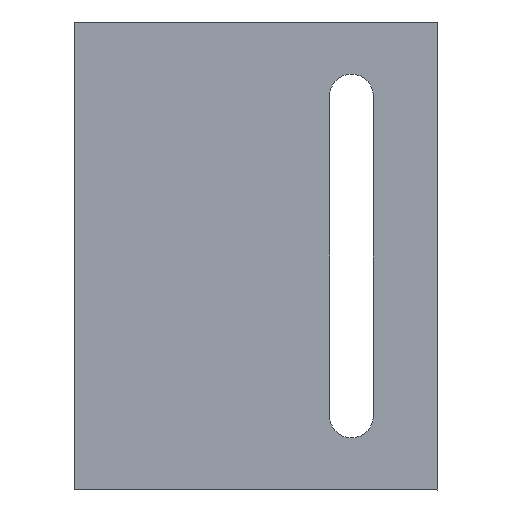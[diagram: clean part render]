
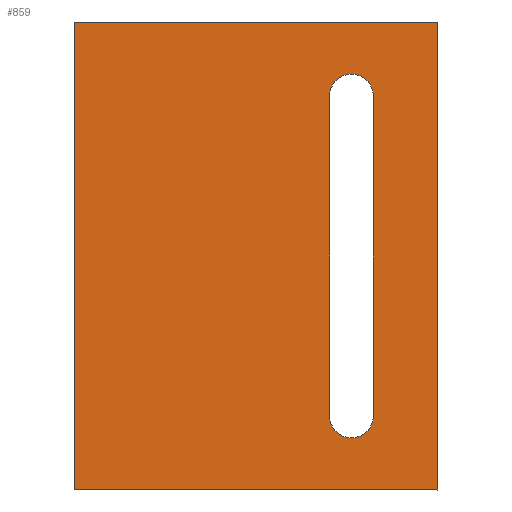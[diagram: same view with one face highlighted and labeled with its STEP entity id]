
A CAD part, front view. The second image highlights one B-rep face of the part: STEP entity #859.
In plain terms, the highlighted planar face has unit normal (0, -1, 0).
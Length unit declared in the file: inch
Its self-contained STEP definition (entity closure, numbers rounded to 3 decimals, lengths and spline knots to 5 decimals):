
#3 = EDGE_CURVE ( 'NONE', #164, #704, #642, .T. ) ;
#5 = LINE ( 'NONE', #894, #320 ) ;
#18 = DIRECTION ( 'NONE',  ( 0., 1., 0. ) ) ;
#41 = VERTEX_POINT ( 'NONE', #867 ) ;
#52 = CARTESIAN_POINT ( 'NONE',  ( 0., 0., 0.95 ) ) ;
#74 = VECTOR ( 'NONE', #372, 39.37008 ) ;
#75 = DIRECTION ( 'NONE',  ( 0., 0., 1. ) ) ;
#87 = EDGE_CURVE ( 'NONE', #702, #164, #478, .T. ) ;
#97 = ORIENTED_EDGE ( 'NONE', *, *, #326, .T. ) ;
#101 = LINE ( 'NONE', #344, #735 ) ;
#117 = DIRECTION ( 'NONE',  ( 1., 0., 0. ) ) ;
#124 = EDGE_CURVE ( 'NONE', #232, #811, #902, .T. ) ;
#154 = ORIENTED_EDGE ( 'NONE', *, *, #87, .T. ) ;
#164 = VERTEX_POINT ( 'NONE', #737 ) ;
#183 = CARTESIAN_POINT ( 'NONE',  ( 1.0365, 0., 0.65 ) ) ;
#196 = CARTESIAN_POINT ( 'NONE',  ( 1.0365, 0., -0.65 ) ) ;
#202 = AXIS2_PLACEMENT_3D ( 'NONE', #52, #562, #620 ) ;
#232 = VERTEX_POINT ( 'NONE', #758 ) ;
#259 = DIRECTION ( 'NONE',  ( 0., 0., -1. ) ) ;
#290 = AXIS2_PLACEMENT_3D ( 'NONE', #573, #492, #482 ) ;
#303 = DIRECTION ( 'NONE',  ( 0., 1., 0. ) ) ;
#308 = CARTESIAN_POINT ( 'NONE',  ( 1.2135, 0., -0.65 ) ) ;
#316 = FACE_OUTER_BOUND ( 'NONE', #657, .T. ) ;
#320 = VECTOR ( 'NONE', #511, 39.37008 ) ;
#326 = EDGE_CURVE ( 'NONE', #704, #775, #341, .T. ) ;
#341 = CIRCLE ( 'NONE', #454, 0.0885 ) ;
#344 = CARTESIAN_POINT ( 'NONE',  ( 0., 0., 0.95 ) ) ;
#349 = DIRECTION ( 'NONE',  ( 0., 0., 1. ) ) ;
#356 = EDGE_CURVE ( 'NONE', #775, #725, #441, .T. ) ;
#368 = VECTOR ( 'NONE', #928, 39.37008 ) ;
#372 = DIRECTION ( 'NONE',  ( 0., 0., -1. ) ) ;
#384 = CARTESIAN_POINT ( 'NONE',  ( 1.2135, 0., 0.65 ) ) ;
#414 = PLANE ( 'NONE',  #202 ) ;
#423 = VERTEX_POINT ( 'NONE', #650 ) ;
#427 = ORIENTED_EDGE ( 'NONE', *, *, #356, .T. ) ;
#441 = CIRCLE ( 'NONE', #290, 0.0885 ) ;
#454 = AXIS2_PLACEMENT_3D ( 'NONE', #934, #18, #631 ) ;
#471 = LINE ( 'NONE', #705, #368 ) ;
#478 = CIRCLE ( 'NONE', #798, 0.0885 ) ;
#482 = DIRECTION ( 'NONE',  ( 0., 0., 1. ) ) ;
#483 = FACE_BOUND ( 'NONE', #485, .T. ) ;
#485 = EDGE_LOOP ( 'NONE', ( #494, #154, #944, #97, #427 ) ) ;
#492 = DIRECTION ( 'NONE',  ( 0., 1., 0. ) ) ;
#494 = ORIENTED_EDGE ( 'NONE', *, *, #959, .T. ) ;
#511 = DIRECTION ( 'NONE',  ( 1., 0., 0. ) ) ;
#562 = DIRECTION ( 'NONE',  ( 0., 1., 0. ) ) ;
#569 = EDGE_CURVE ( 'NONE', #423, #811, #5, .T. ) ;
#570 = CARTESIAN_POINT ( 'NONE',  ( 1.125, 0., 0.7385 ) ) ;
#573 = CARTESIAN_POINT ( 'NONE',  ( 1.125, 0., 0.65 ) ) ;
#583 = ORIENTED_EDGE ( 'NONE', *, *, #797, .F. ) ;
#595 = CARTESIAN_POINT ( 'NONE',  ( 1.475, 0., 0.95 ) ) ;
#620 = DIRECTION ( 'NONE',  ( 0., 0., 1. ) ) ;
#631 = DIRECTION ( 'NONE',  ( 0., 0., 1. ) ) ;
#633 = LINE ( 'NONE', #930, #812 ) ;
#642 = LINE ( 'NONE', #196, #946 ) ;
#650 = CARTESIAN_POINT ( 'NONE',  ( 0., 0., -0.95 ) ) ;
#657 = EDGE_LOOP ( 'NONE', ( #880, #728, #583, #694 ) ) ;
#694 = ORIENTED_EDGE ( 'NONE', *, *, #747, .T. ) ;
#702 = VERTEX_POINT ( 'NONE', #308 ) ;
#704 = VERTEX_POINT ( 'NONE', #183 ) ;
#705 = CARTESIAN_POINT ( 'NONE',  ( 0., 0., 0.95 ) ) ;
#725 = VERTEX_POINT ( 'NONE', #384 ) ;
#728 = ORIENTED_EDGE ( 'NONE', *, *, #124, .F. ) ;
#735 = VECTOR ( 'NONE', #117, 39.37008 ) ;
#737 = CARTESIAN_POINT ( 'NONE',  ( 1.0365, 0., -0.65 ) ) ;
#747 = EDGE_CURVE ( 'NONE', #41, #423, #471, .T. ) ;
#758 = CARTESIAN_POINT ( 'NONE',  ( 1.475, 0., 0.95 ) ) ;
#775 = VERTEX_POINT ( 'NONE', #570 ) ;
#780 = CARTESIAN_POINT ( 'NONE',  ( 1.475, 0., -0.95 ) ) ;
#797 = EDGE_CURVE ( 'NONE', #41, #232, #101, .T. ) ;
#798 = AXIS2_PLACEMENT_3D ( 'NONE', #958, #303, #75 ) ;
#811 = VERTEX_POINT ( 'NONE', #780 ) ;
#812 = VECTOR ( 'NONE', #259, 39.37008 ) ;
#859 = ADVANCED_FACE ( 'NONE', ( #483, #316 ), #414, .F. ) ;
#867 = CARTESIAN_POINT ( 'NONE',  ( 0., 0., 0.95 ) ) ;
#880 = ORIENTED_EDGE ( 'NONE', *, *, #569, .T. ) ;
#894 = CARTESIAN_POINT ( 'NONE',  ( 0., 0., -0.95 ) ) ;
#902 = LINE ( 'NONE', #595, #74 ) ;
#928 = DIRECTION ( 'NONE',  ( 0., 0., -1. ) ) ;
#930 = CARTESIAN_POINT ( 'NONE',  ( 1.2135, 0., -0.65 ) ) ;
#934 = CARTESIAN_POINT ( 'NONE',  ( 1.125, 0., 0.65 ) ) ;
#944 = ORIENTED_EDGE ( 'NONE', *, *, #3, .T. ) ;
#946 = VECTOR ( 'NONE', #349, 39.37008 ) ;
#958 = CARTESIAN_POINT ( 'NONE',  ( 1.125, 0., -0.65 ) ) ;
#959 = EDGE_CURVE ( 'NONE', #725, #702, #633, .T. ) ;
